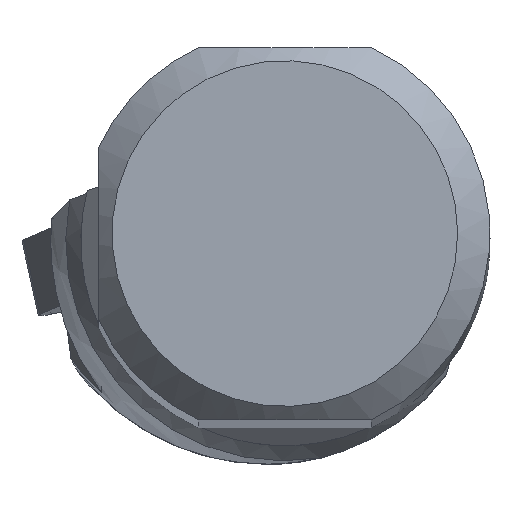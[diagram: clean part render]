
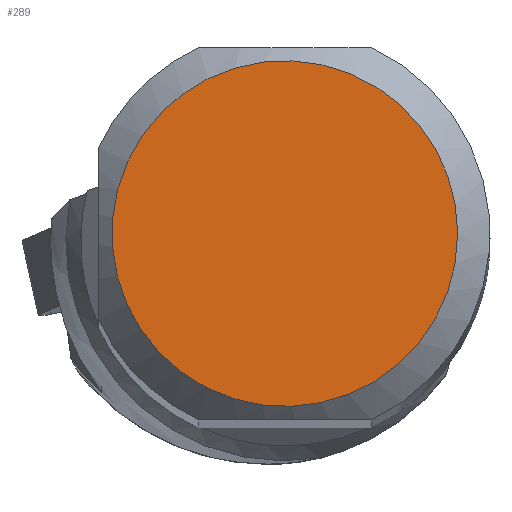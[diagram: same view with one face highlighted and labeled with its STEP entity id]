
A CAD part, top view. The second image highlights one B-rep face of the part: STEP entity #289.
In plain terms, the highlighted planar face has unit normal (0, 0, 1).
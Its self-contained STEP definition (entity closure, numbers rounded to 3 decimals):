
#214=FACE_OUTER_BOUND('',#654,.T.);
#289=ADVANCED_FACE('CU_SU_BP3',(#214),#349,.T.);
#349=PLANE('',#1637);
#654=EDGE_LOOP('',(#871));
#871=ORIENTED_EDGE('',*,*,#1376,.T.);
#1213=VERTEX_POINT('',#2445);
#1376=EDGE_CURVE('',#1213,#1213,#1494,.T.);
#1494=CIRCLE('',#1636,10.691);
#1636=AXIS2_PLACEMENT_3D('',#2444,#1924,#1925);
#1637=AXIS2_PLACEMENT_3D('',#2446,#1926,#1927);
#1924=DIRECTION('',(0.,0.,1.));
#1925=DIRECTION('',(1.,0.,0.));
#1926=DIRECTION('',(0.,0.,1.));
#1927=DIRECTION('',(1.,0.,0.));
#2444=CARTESIAN_POINT('',(0.,0.,0.));
#2445=CARTESIAN_POINT('',(10.691,0.,0.));
#2446=CARTESIAN_POINT('',(0.,0.,0.));
